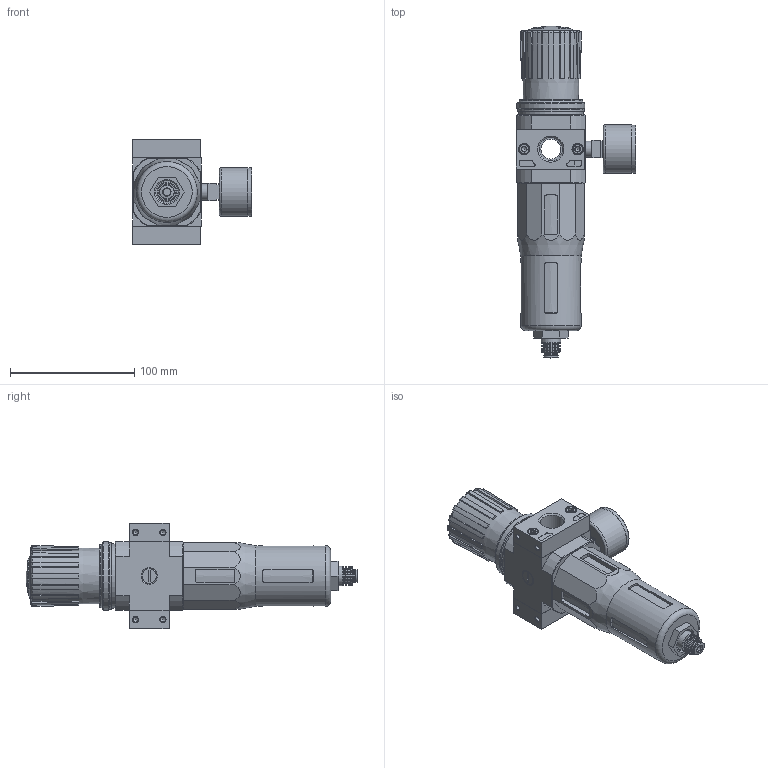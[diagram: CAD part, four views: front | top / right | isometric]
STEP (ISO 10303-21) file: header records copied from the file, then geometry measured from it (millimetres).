
FILE_DESCRIPTION(/* description */ ('STEP AP214'),/* implementation_level */ '2;1');
FILE_NAME(/* name */ '162730_LFR-1_2-D-5M-MIDI-A',/* time_stamp */ '2024-09-03T10:19:16+02:00',/* author */ ('License CC BY-ND 4.0'),/* organization */ ('CADENAS'),/* preprocessor_version */ 'ST-DEVELOPER v19.3',/* originating_system */ 'PARTsolutions',/* authorisation */ ' ');
FILE_SCHEMA (('AUTOMOTIVE_DESIGN {1 0 10303 214 3 1 1}'));
Length unit declared in the file: millimetre
Products named in the file (9): 162730 LFR-1/2-D-5M-MIDI-A---(0); 127311 LFR-D-5M-MIDI-A--(0); 8003639 PAGN-40-16-G14; 380303 PBL-1/2-D-MIDI-R---(0) p1; DIN-912 - M5x18(F); 380301 PBL-1/2-D-MIDI-L---(1) p1; 398012 LRVS-D-MINI; 373846 LR-MIDI; 526489 MS4-LFR-V
Assembly tree (11 placements, depth 2):
  162730 LFR-1/2-D-5M-MIDI-A---(0)
    127311 LFR-D-5M-MIDI-A--(0)
    8003639 PAGN-40-16-G14
    380303 PBL-1/2-D-MIDI-R---(0) p1
    DIN-912 - M5x18(F)  x4
    380301 PBL-1/2-D-MIDI-L---(1) p1
    398012 LRVS-D-MINI
    373846 LR-MIDI
    526489 MS4-LFR-V
Bounding box: 96.35 x 266.72 x 85 mm (x, y, z)
Volume: 585983.9 mm3; surface area: 83545.9 mm2
Topology: 11 solids, 12 shells, 622 faces, 1481 edges, 936 vertices
Faces by surface type: plane 316, cylinder 122, cone 117, torus 62, sphere 5
Full cylindrical faces by diameter (mm): 4.134 x8, 5 x4, 6 x1, 6.3 x1, 8.5 x4, 8.7 x1, 9.6 x1, 11 x2, 11.2 x1, 11.4 x1, 11.445 x2, 11.6 x1, 11.8 x1, 13.157 x2, 15.8 x1, 16 x1, 18 x1, 18.631 x2, 24.9 x1, 26.4 x1, 29.7 x1, 30.8 x1, 38.7 x1, 39 x2, 48.7 x1, 50.16 x1, 50.376 x1, 52 x1, 53.5 x1, 54.8 x1
Entity records: 18376 total; most frequent: CARTESIAN_POINT 3542, DIRECTION 2501, ORIENTED_EDGE 2378, EDGE_CURVE 1189, AXIS2_PLACEMENT_3D 1008, VERTEX_POINT 839, FACE_BOUND 730, EDGE_LOOP 725
